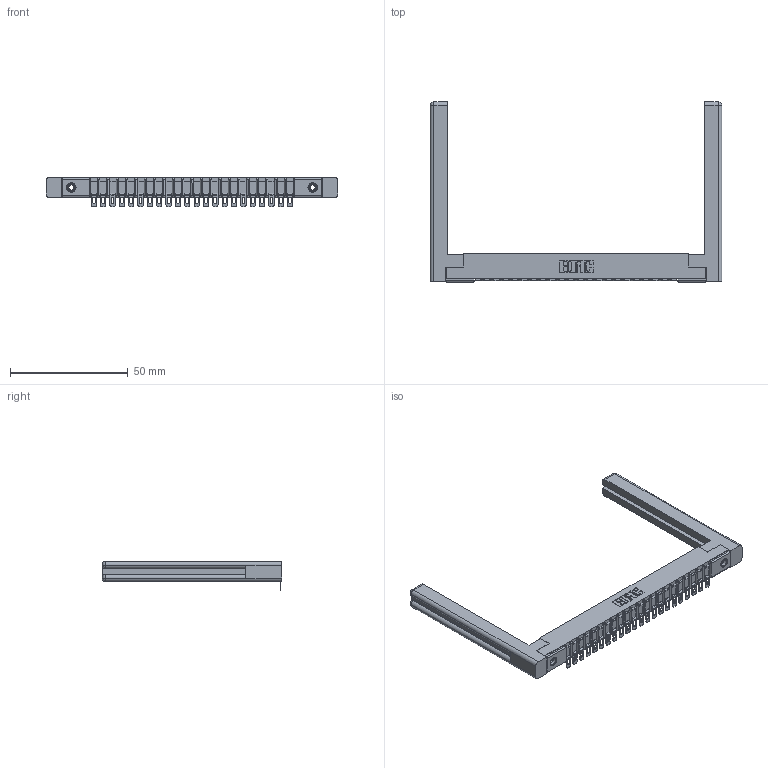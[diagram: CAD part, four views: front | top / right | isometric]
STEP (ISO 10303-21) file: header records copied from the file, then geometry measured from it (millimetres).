
FILE_DESCRIPTION (( 'STEP AP203' ), '1' );
FILE_NAME ('307-022-454-158.STEP', '2020-09-27T07:16:18', ( '' ), ( '' ), 'SwSTEP 2.0', 'SolidWorks 2020', '' );
FILE_SCHEMA (( 'CONFIG_CONTROL_DESIGN' ));
Length unit declared in the file: inch
Products named in the file (5): 345-250-001_345-250-001-102; 307-022-454-158; 307-220-058; 307-290-002_554; 307 Part_.156 Dia Mounting Holes
Assembly tree (27 placements, depth 2):
  307-022-454-158
    307 Part_.156 Dia Mounting Holes
    307-290-002_554  x22
    307-220-058  x2
    345-250-001_345-250-001-102  x2
Bounding box: 123.8 x 76.33 x 12.52 mm (x, y, z)
Volume: 15859.3 mm3; surface area: 19994.6 mm2
Topology: 27 solids, 27 shells, 2065 faces, 6243 edges, 4086 vertices
Faces by surface type: plane 1166, cylinder 829, sphere 46, torus 12, cone 12
Entity records: 24924 total; most frequent: CARTESIAN_POINT 4209, ORIENTED_EDGE 4138, DIRECTION 4065, EDGE_CURVE 2069, LINE 1565, VECTOR 1565, VERTEX_POINT 1340, AXIS2_PLACEMENT_3D 1250
